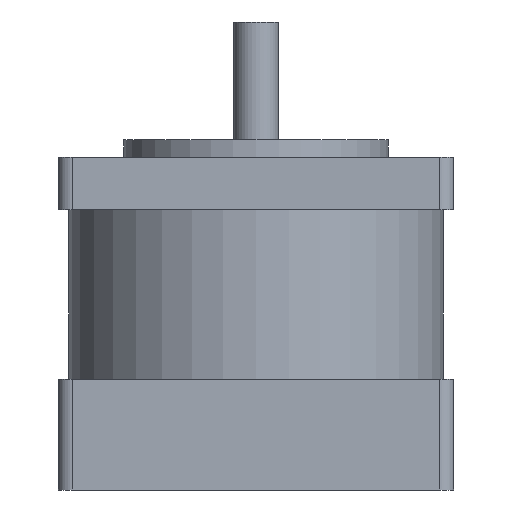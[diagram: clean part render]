
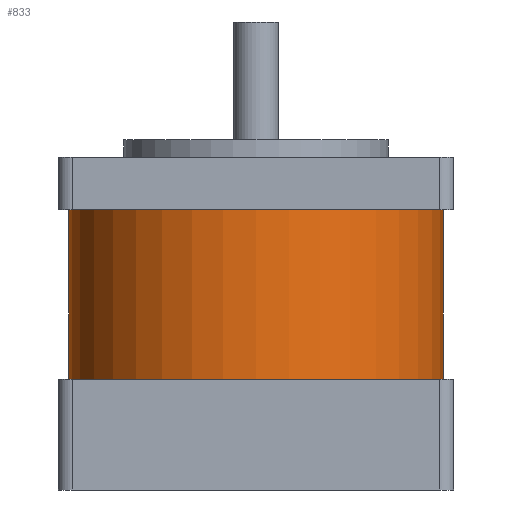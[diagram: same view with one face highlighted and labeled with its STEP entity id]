
A CAD part, front view. The second image highlights one B-rep face of the part: STEP entity #833.
In plain terms, the highlighted cylindrical face has radius 27 mm (diameter 54 mm), a partial arc.
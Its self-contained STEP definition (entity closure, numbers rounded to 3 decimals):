
#27 = LINE ( 'NONE', #2451, #476 ) ;
#83 = DIRECTION ( 'NONE',  ( 0., 0., -1. ) ) ;
#190 = DIRECTION ( 'NONE',  ( 0., 0., 1. ) ) ;
#246 = DIRECTION ( 'NONE',  ( 1., 0., 0. ) ) ;
#299 = FACE_OUTER_BOUND ( 'NONE', #771, .T. ) ;
#476 = VECTOR ( 'NONE', #83, 1000. ) ;
#533 = CARTESIAN_POINT ( 'NONE',  ( -27., 0., -24.4 ) ) ;
#616 = VERTEX_POINT ( 'NONE', #2876 ) ;
#683 = ORIENTED_EDGE ( 'NONE', *, *, #2603, .T. ) ;
#771 = EDGE_LOOP ( 'NONE', ( #1838, #2368, #2689, #683 ) ) ;
#814 = LINE ( 'NONE', #1910, #2065 ) ;
#833 = ADVANCED_FACE ( 'NONE', ( #299 ), #1322, .T. ) ;
#835 = DIRECTION ( 'NONE',  ( -1., 0., 0. ) ) ;
#912 = EDGE_CURVE ( 'NONE', #1274, #616, #2407, .T. ) ;
#914 = VERTEX_POINT ( 'NONE', #533 ) ;
#941 = EDGE_CURVE ( 'NONE', #616, #3468, #27, .T. ) ;
#1013 = DIRECTION ( 'NONE',  ( 0., 0., -1. ) ) ;
#1274 = VERTEX_POINT ( 'NONE', #1621 ) ;
#1282 = DIRECTION ( 'NONE',  ( 1., 0., 0. ) ) ;
#1322 = CYLINDRICAL_SURFACE ( 'NONE', #2574, 27. ) ;
#1334 = CARTESIAN_POINT ( 'NONE',  ( 0., 0., 0. ) ) ;
#1621 = CARTESIAN_POINT ( 'NONE',  ( -27., 0., 0. ) ) ;
#1662 = EDGE_CURVE ( 'NONE', #1274, #914, #814, .T. ) ;
#1663 = AXIS2_PLACEMENT_3D ( 'NONE', #2606, #190, #1282 ) ;
#1674 = AXIS2_PLACEMENT_3D ( 'NONE', #1334, #2709, #246 ) ;
#1678 = CARTESIAN_POINT ( 'NONE',  ( 27., 0., -24.4 ) ) ;
#1838 = ORIENTED_EDGE ( 'NONE', *, *, #941, .F. ) ;
#1910 = CARTESIAN_POINT ( 'NONE',  ( -27., 0., 0. ) ) ;
#2065 = VECTOR ( 'NONE', #1013, 1000. ) ;
#2368 = ORIENTED_EDGE ( 'NONE', *, *, #912, .F. ) ;
#2407 = CIRCLE ( 'NONE', #1674, 27. ) ;
#2451 = CARTESIAN_POINT ( 'NONE',  ( 27., 0., 0. ) ) ;
#2464 = CIRCLE ( 'NONE', #1663, 27. ) ;
#2574 = AXIS2_PLACEMENT_3D ( 'NONE', #3544, #3293, #835 ) ;
#2603 = EDGE_CURVE ( 'NONE', #914, #3468, #2464, .T. ) ;
#2606 = CARTESIAN_POINT ( 'NONE',  ( 0., 0., -24.4 ) ) ;
#2689 = ORIENTED_EDGE ( 'NONE', *, *, #1662, .T. ) ;
#2709 = DIRECTION ( 'NONE',  ( 0., 0., 1. ) ) ;
#2876 = CARTESIAN_POINT ( 'NONE',  ( 27., 0., 0. ) ) ;
#3293 = DIRECTION ( 'NONE',  ( 0., 0., -1. ) ) ;
#3468 = VERTEX_POINT ( 'NONE', #1678 ) ;
#3544 = CARTESIAN_POINT ( 'NONE',  ( 0., 0., 0. ) ) ;
